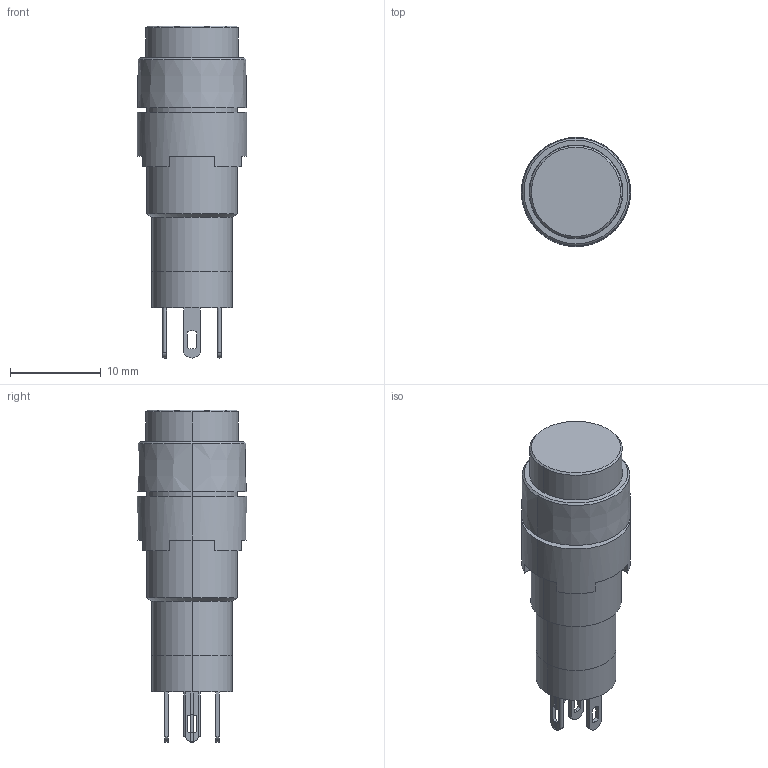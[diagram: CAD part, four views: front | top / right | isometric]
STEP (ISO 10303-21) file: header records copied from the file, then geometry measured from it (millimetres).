
FILE_DESCRIPTION (( 'STEP AP214' ), '1' );
FILE_NAME ('01_AL1M-[M][A]11$.STEP', '2020-10-23T08:07:15', ( 'IDEC' ), ( 'IDEC' ), 'SwSTEP 2.0', 'SolidWorks 2019', '' );
FILE_SCHEMA (( 'AUTOMOTIVE_DESIGN' ));
Length unit declared in the file: millimetre
Products named in the file (4): A1-LOCK-NUT; A1-BODY-M; 01_AL1M-[M][A]11$; A1-ILL-BASE
Assembly tree (3 placements, depth 2):
  01_AL1M-[M][A]11$
    A1-BODY-M
    A1-ILL-BASE
    A1-LOCK-NUT
Bounding box: 12 x 12 x 36.5 mm (x, y, z)
Volume: 2635.9 mm3; surface area: 1940.7 mm2
Topology: 3 solids, 3 shells, 118 faces, 313 edges, 206 vertices
Faces by surface type: plane 68, cylinder 42, cone 8
Entity records: 3871 total; most frequent: DIRECTION 681, CARTESIAN_POINT 643, ORIENTED_EDGE 626, EDGE_CURVE 313, AXIS2_PLACEMENT_3D 244, VERTEX_POINT 206, VECTOR 193, LINE 193
